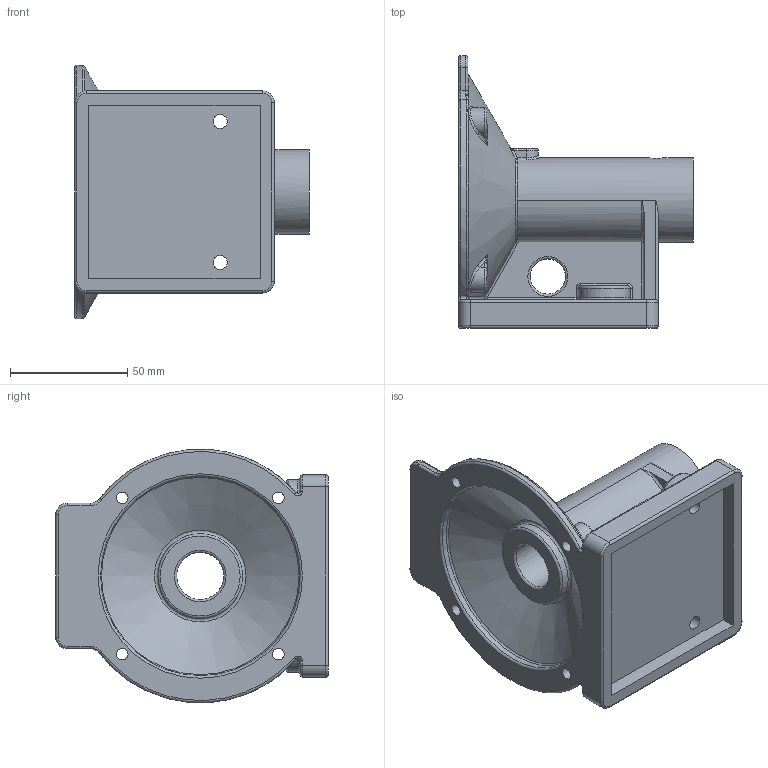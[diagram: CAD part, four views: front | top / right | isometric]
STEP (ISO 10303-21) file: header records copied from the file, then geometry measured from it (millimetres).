
FILE_DESCRIPTION (( 'STEP AP214' ), '1' );
FILE_NAME ('Bearing Housing with Mounting Base.STEP', '2025-08-08T10:32:26', ( '' ), ( '' ), 'SwSTEP 2.0', 'SolidWorks 2025', '' );
FILE_SCHEMA (( 'AUTOMOTIVE_DESIGN' ));
Length unit declared in the file: millimetre
Products named in the file (1): Bearing Housing with Mounting Base
Bounding box: 100 x 116 x 107.86 mm (x, y, z)
Volume: 191082.5 mm3; surface area: 62348.1 mm2
Topology: 1 solids, 1 shells, 258 faces, 612 edges, 341 vertices
Faces by surface type: cylinder 87, torus 57, bspline 55, plane 49, sphere 8, cone 2
Full cylindrical faces by diameter (mm): 5 x4, 6 x4, 15 x1, 20 x2, 24 x1, 36 x2, 85 x1
Entity records: 9320 total; most frequent: CARTESIAN_POINT 3902, ORIENTED_EDGE 1122, DIRECTION 1114, EDGE_CURVE 561, AXIS2_PLACEMENT_3D 477, VERTEX_POINT 333, EDGE_LOOP 304, FACE_OUTER_BOUND 279
